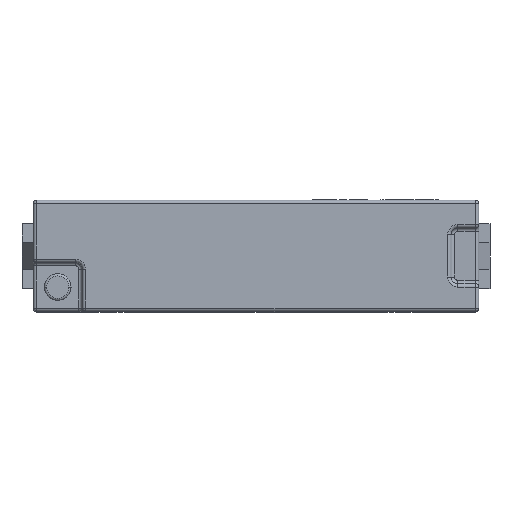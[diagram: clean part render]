
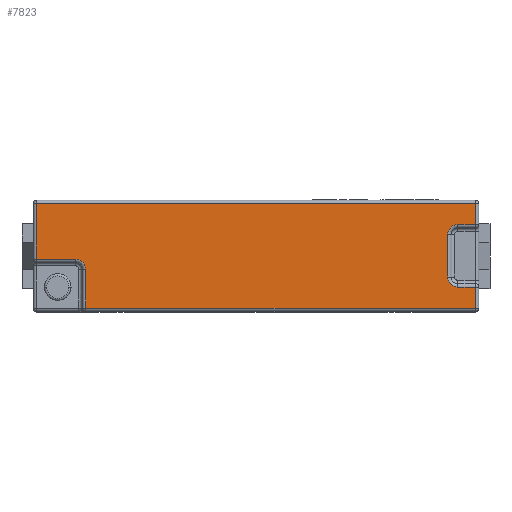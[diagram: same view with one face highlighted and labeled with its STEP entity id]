
A CAD part, top view. The second image highlights one B-rep face of the part: STEP entity #7823.
In plain terms, the highlighted planar face has unit normal (0, 0, 1).
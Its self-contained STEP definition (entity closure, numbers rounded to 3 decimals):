
#27 = VECTOR ( 'NONE', #10330, 1000. ) ;
#122 = CARTESIAN_POINT ( 'NONE',  ( -10., 1.05, 12.5 ) ) ;
#219 = ORIENTED_EDGE ( 'NONE', *, *, #11809, .T. ) ;
#347 = FACE_OUTER_BOUND ( 'NONE', #6577, .T. ) ;
#357 = EDGE_CURVE ( 'NONE', #568, #1809, #13653, .T. ) ;
#568 = VERTEX_POINT ( 'NONE', #3850 ) ;
#771 = DIRECTION ( 'NONE',  ( 1., 0., 0. ) ) ;
#1089 = DIRECTION ( 'NONE',  ( 1., 0., 0. ) ) ;
#1124 = CARTESIAN_POINT ( 'NONE',  ( 9.05, -0.35, 12.5 ) ) ;
#1143 = DIRECTION ( 'NONE',  ( 1., 0., 0. ) ) ;
#1809 = VERTEX_POINT ( 'NONE', #16813 ) ;
#2095 = PLANE ( 'NONE',  #14570 ) ;
#2274 = VECTOR ( 'NONE', #16536, 1000. ) ;
#2359 = ORIENTED_EDGE ( 'NONE', *, *, #11908, .T. ) ;
#2445 = CARTESIAN_POINT ( 'NONE',  ( 9.85, 1.05, 12.5 ) ) ;
#2480 = CARTESIAN_POINT ( 'NONE',  ( 9.05, 0.1, 12.5 ) ) ;
#2676 = CARTESIAN_POINT ( 'NONE',  ( 10., 0.1, 12.5 ) ) ;
#2756 = DIRECTION ( 'NONE',  ( 1., 0., 0. ) ) ;
#3058 = DIRECTION ( 'NONE',  ( 0., -1., 0. ) ) ;
#3120 = ORIENTED_EDGE ( 'NONE', *, *, #357, .T. ) ;
#3156 = DIRECTION ( 'NONE',  ( 0., 1., 0. ) ) ;
#3261 = ORIENTED_EDGE ( 'NONE', *, *, #3749, .T. ) ;
#3334 = AXIS2_PLACEMENT_3D ( 'NONE', #15034, #13795, #771 ) ;
#3554 = VECTOR ( 'NONE', #16349, 1000. ) ;
#3715 = CIRCLE ( 'NONE', #5375, 0.45 ) ;
#3749 = EDGE_CURVE ( 'NONE', #6471, #11627, #8688, .T. ) ;
#3850 = CARTESIAN_POINT ( 'NONE',  ( -8.1, -1.45, 12.5 ) ) ;
#4064 = ORIENTED_EDGE ( 'NONE', *, *, #11300, .T. ) ;
#4168 = DIRECTION ( 'NONE',  ( 0., 0., -1. ) ) ;
#4292 = CARTESIAN_POINT ( 'NONE',  ( 9.85, -2.7, 12.5 ) ) ;
#4371 = EDGE_CURVE ( 'NONE', #13890, #568, #6386, .T. ) ;
#4402 = EDGE_CURVE ( 'NONE', #1809, #17158, #11083, .T. ) ;
#4472 = DIRECTION ( 'NONE',  ( -1., 0., 0. ) ) ;
#4694 = ORIENTED_EDGE ( 'NONE', *, *, #8982, .T. ) ;
#4698 = VERTEX_POINT ( 'NONE', #19243 ) ;
#4949 = LINE ( 'NONE', #6731, #8164 ) ;
#4953 = CARTESIAN_POINT ( 'NONE',  ( 9.85, 0.1, 12.5 ) ) ;
#5011 = DIRECTION ( 'NONE',  ( 0., 0., 1. ) ) ;
#5036 = CARTESIAN_POINT ( 'NONE',  ( 10., -3.65, 12.5 ) ) ;
#5375 = AXIS2_PLACEMENT_3D ( 'NONE', #18514, #4168, #1089 ) ;
#5495 = ORIENTED_EDGE ( 'NONE', *, *, #19860, .T. ) ;
#5961 = VECTOR ( 'NONE', #12749, 1000. ) ;
#6083 = EDGE_CURVE ( 'NONE', #9895, #6120, #15482, .T. ) ;
#6120 = VERTEX_POINT ( 'NONE', #4953 ) ;
#6386 = LINE ( 'NONE', #9415, #5961 ) ;
#6471 = VERTEX_POINT ( 'NONE', #4292 ) ;
#6491 = AXIS2_PLACEMENT_3D ( 'NONE', #1124, #18553, #2756 ) ;
#6577 = EDGE_LOOP ( 'NONE', ( #2359, #20101, #3261, #15777, #4064, #219, #10143, #5495, #4694, #11754, #19857, #3120, #13594 ) ) ;
#6731 = CARTESIAN_POINT ( 'NONE',  ( 9.85, -2.55, 12.5 ) ) ;
#7823 = ADVANCED_FACE ( 'NONE', ( #347 ), #2095, .T. ) ;
#8164 = VECTOR ( 'NONE', #15776, 1000. ) ;
#8561 = LINE ( 'NONE', #13343, #2274 ) ;
#8688 = LINE ( 'NONE', #11984, #27 ) ;
#8982 = EDGE_CURVE ( 'NONE', #12504, #9409, #14395, .T. ) ;
#9409 = VERTEX_POINT ( 'NONE', #14973 ) ;
#9415 = CARTESIAN_POINT ( 'NONE',  ( -8.1, -1.45, 12.5 ) ) ;
#9452 = CARTESIAN_POINT ( 'NONE',  ( 9.85, -3.65, 12.5 ) ) ;
#9895 = VERTEX_POINT ( 'NONE', #2480 ) ;
#10143 = ORIENTED_EDGE ( 'NONE', *, *, #6083, .T. ) ;
#10330 = DIRECTION ( 'NONE',  ( -1., 0., 0. ) ) ;
#10620 = VECTOR ( 'NONE', #4472, 1000. ) ;
#10979 = LINE ( 'NONE', #15750, #17060 ) ;
#11083 = LINE ( 'NONE', #18846, #16603 ) ;
#11090 = CARTESIAN_POINT ( 'NONE',  ( -7.65, -3.65, 12.5 ) ) ;
#11300 = EDGE_CURVE ( 'NONE', #17624, #4698, #10979, .T. ) ;
#11627 = VERTEX_POINT ( 'NONE', #13842 ) ;
#11674 = CARTESIAN_POINT ( 'NONE',  ( 0., 0., 12.5 ) ) ;
#11754 = ORIENTED_EDGE ( 'NONE', *, *, #13044, .T. ) ;
#11809 = EDGE_CURVE ( 'NONE', #4698, #9895, #12474, .T. ) ;
#11908 = EDGE_CURVE ( 'NONE', #17158, #20569, #19165, .T. ) ;
#11984 = CARTESIAN_POINT ( 'NONE',  ( 9.05, -2.7, 12.5 ) ) ;
#12474 = CIRCLE ( 'NONE', #6491, 0.45 ) ;
#12504 = VERTEX_POINT ( 'NONE', #2445 ) ;
#12749 = DIRECTION ( 'NONE',  ( 1., 0., 0. ) ) ;
#12822 = VECTOR ( 'NONE', #17729, 1000. ) ;
#12934 = DIRECTION ( 'NONE',  ( 1., 0., 0. ) ) ;
#13044 = EDGE_CURVE ( 'NONE', #9409, #13890, #16244, .T. ) ;
#13343 = CARTESIAN_POINT ( 'NONE',  ( 9.85, 1.2, 12.5 ) ) ;
#13594 = ORIENTED_EDGE ( 'NONE', *, *, #4402, .T. ) ;
#13653 = CIRCLE ( 'NONE', #3334, 0.45 ) ;
#13795 = DIRECTION ( 'NONE',  ( 0., 0., -1. ) ) ;
#13842 = CARTESIAN_POINT ( 'NONE',  ( 9.05, -2.7, 12.5 ) ) ;
#13875 = CARTESIAN_POINT ( 'NONE',  ( -9.85, -1.45, 12.5 ) ) ;
#13890 = VERTEX_POINT ( 'NONE', #13875 ) ;
#14395 = LINE ( 'NONE', #122, #10620 ) ;
#14570 = AXIS2_PLACEMENT_3D ( 'NONE', #11674, #5011, #12934 ) ;
#14809 = CARTESIAN_POINT ( 'NONE',  ( -9.85, -1.6, 12.5 ) ) ;
#14854 = CARTESIAN_POINT ( 'NONE',  ( 8.6, -2.25, 12.5 ) ) ;
#14973 = CARTESIAN_POINT ( 'NONE',  ( -9.85, 1.05, 12.5 ) ) ;
#15034 = CARTESIAN_POINT ( 'NONE',  ( -8.1, -1.9, 12.5 ) ) ;
#15361 = EDGE_CURVE ( 'NONE', #11627, #17624, #3715, .T. ) ;
#15482 = LINE ( 'NONE', #2676, #16667 ) ;
#15750 = CARTESIAN_POINT ( 'NONE',  ( 8.6, -0.35, 12.5 ) ) ;
#15776 = DIRECTION ( 'NONE',  ( 0., 1., 0. ) ) ;
#15777 = ORIENTED_EDGE ( 'NONE', *, *, #15361, .T. ) ;
#16244 = LINE ( 'NONE', #14809, #3554 ) ;
#16349 = DIRECTION ( 'NONE',  ( 0., -1., 0. ) ) ;
#16536 = DIRECTION ( 'NONE',  ( 0., 1., 0. ) ) ;
#16603 = VECTOR ( 'NONE', #3058, 1000. ) ;
#16667 = VECTOR ( 'NONE', #1143, 1000. ) ;
#16813 = CARTESIAN_POINT ( 'NONE',  ( -7.65, -1.9, 12.5 ) ) ;
#17060 = VECTOR ( 'NONE', #3156, 1000. ) ;
#17158 = VERTEX_POINT ( 'NONE', #11090 ) ;
#17624 = VERTEX_POINT ( 'NONE', #14854 ) ;
#17729 = DIRECTION ( 'NONE',  ( 1., 0., 0. ) ) ;
#18496 = EDGE_CURVE ( 'NONE', #20569, #6471, #4949, .T. ) ;
#18514 = CARTESIAN_POINT ( 'NONE',  ( 9.05, -2.25, 12.5 ) ) ;
#18553 = DIRECTION ( 'NONE',  ( 0., 0., -1. ) ) ;
#18846 = CARTESIAN_POINT ( 'NONE',  ( -7.65, -3.8, 12.5 ) ) ;
#19165 = LINE ( 'NONE', #5036, #12822 ) ;
#19243 = CARTESIAN_POINT ( 'NONE',  ( 8.6, -0.35, 12.5 ) ) ;
#19857 = ORIENTED_EDGE ( 'NONE', *, *, #4371, .T. ) ;
#19860 = EDGE_CURVE ( 'NONE', #6120, #12504, #8561, .T. ) ;
#20101 = ORIENTED_EDGE ( 'NONE', *, *, #18496, .T. ) ;
#20569 = VERTEX_POINT ( 'NONE', #9452 ) ;
